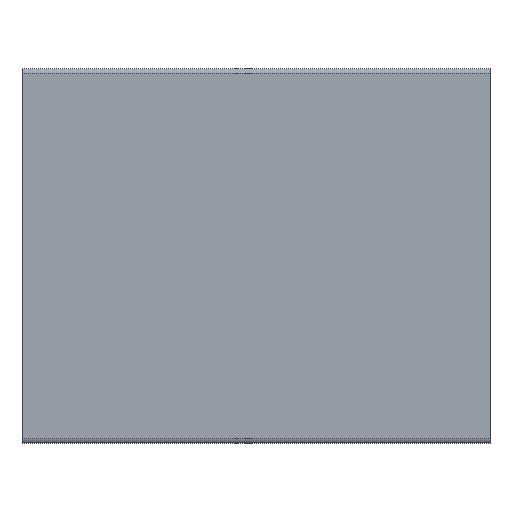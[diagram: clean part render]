
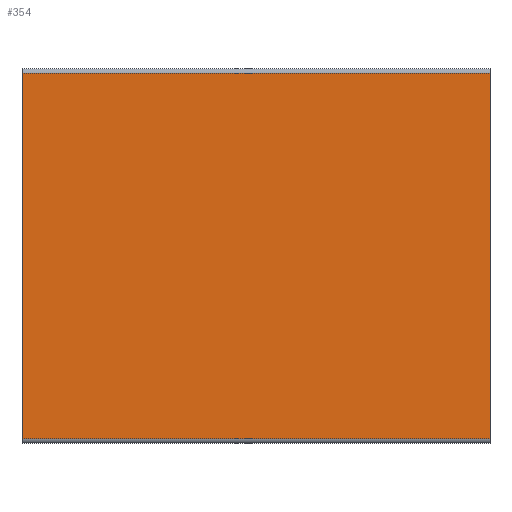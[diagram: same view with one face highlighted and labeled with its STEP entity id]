
A CAD part, left-side view. The second image highlights one B-rep face of the part: STEP entity #354.
In plain terms, the highlighted planar face has unit normal (-1, 0, 0).
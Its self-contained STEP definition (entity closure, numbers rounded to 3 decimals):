
#354 = ADVANCED_FACE( '', ( #850 ), #851, .T. );
#850 = FACE_OUTER_BOUND( '', #1485, .T. );
#851 = PLANE( '', #1486 );
#1485 = EDGE_LOOP( '', ( #2617, #2618, #2619, #2620 ) );
#1486 = AXIS2_PLACEMENT_3D( '', #2621, #2622, #2623 );
#2617 = ORIENTED_EDGE( '', *, *, #4223, .F. );
#2618 = ORIENTED_EDGE( '', *, *, #4374, .F. );
#2619 = ORIENTED_EDGE( '', *, *, #4375, .T. );
#2620 = ORIENTED_EDGE( '', *, *, #4073, .T. );
#2621 = CARTESIAN_POINT( '', ( -20., 100., 39. ) );
#2622 = DIRECTION( '', ( -1., 0., 0. ) );
#2623 = DIRECTION( '', ( 0., 0., 1. ) );
#4073 = EDGE_CURVE( '', #4979, #4976, #4980, .T. );
#4223 = EDGE_CURVE( '', #5235, #4976, #5237, .T. );
#4374 = EDGE_CURVE( '', #5491, #5235, #5492, .T. );
#4375 = EDGE_CURVE( '', #5491, #4979, #5493, .T. );
#4976 = VERTEX_POINT( '', #6261 );
#4979 = VERTEX_POINT( '', #6264 );
#4980 = LINE( '', #6265, #6266 );
#5235 = VERTEX_POINT( '', #6605 );
#5237 = LINE( '', #6607, #6608 );
#5491 = VERTEX_POINT( '', #6933 );
#5492 = LINE( '', #6934, #6935 );
#5493 = LINE( '', #6936, #6937 );
#6261 = CARTESIAN_POINT( '', ( -20., 0., -39. ) );
#6264 = CARTESIAN_POINT( '', ( -20., 100., -39. ) );
#6265 = CARTESIAN_POINT( '', ( -20., 100., -39. ) );
#6266 = VECTOR( '', #7726, 1000. );
#6605 = CARTESIAN_POINT( '', ( -20., 0., 39. ) );
#6607 = CARTESIAN_POINT( '', ( -20., 0., 39. ) );
#6608 = VECTOR( '', #7928, 1000. );
#6933 = CARTESIAN_POINT( '', ( -20., 100., 39. ) );
#6934 = CARTESIAN_POINT( '', ( -20., 100., 39. ) );
#6935 = VECTOR( '', #8210, 1000. );
#6936 = CARTESIAN_POINT( '', ( -20., 100., 39. ) );
#6937 = VECTOR( '', #8211, 1000. );
#7726 = DIRECTION( '', ( 0., -1., 0. ) );
#7928 = DIRECTION( '', ( 0., 0., -1. ) );
#8210 = DIRECTION( '', ( 0., -1., 0. ) );
#8211 = DIRECTION( '', ( 0., 0., -1. ) );
